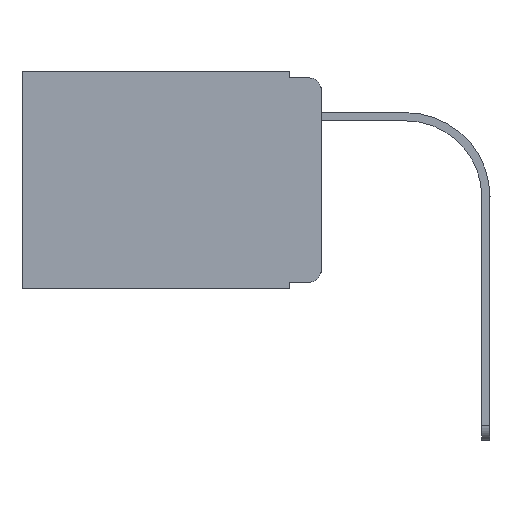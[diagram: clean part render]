
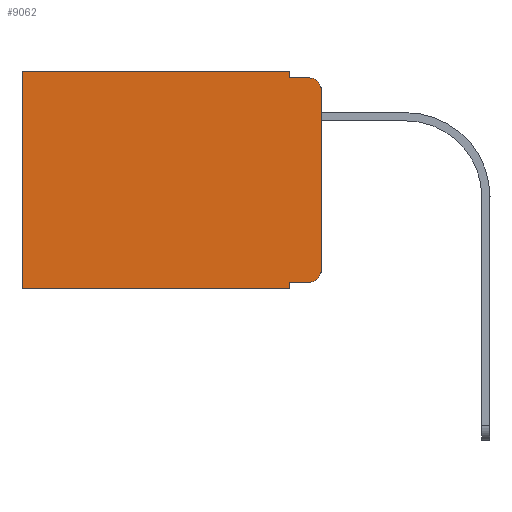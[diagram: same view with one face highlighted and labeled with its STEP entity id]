
A CAD part, left-side view. The second image highlights one B-rep face of the part: STEP entity #9062.
In plain terms, the highlighted planar face has unit normal (-1, 0, 0).
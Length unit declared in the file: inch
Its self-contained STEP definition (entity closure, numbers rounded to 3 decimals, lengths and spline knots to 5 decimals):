
#28 = CIRCLE ( 'NONE', #8291, 0.02 ) ;
#182 = ORIENTED_EDGE ( 'NONE', *, *, #1463, .T. ) ;
#202 = VECTOR ( 'NONE', #5294, 39.37008 ) ;
#386 = EDGE_CURVE ( 'NONE', #6902, #12916, #4080, .T. ) ;
#690 = DIRECTION ( 'NONE',  ( 1., 0., 0. ) ) ;
#755 = ORIENTED_EDGE ( 'NONE', *, *, #9073, .F. ) ;
#911 = LINE ( 'NONE', #9481, #1338 ) ;
#1012 = CARTESIAN_POINT ( 'NONE',  ( 0.298, 0.051, 0. ) ) ;
#1139 = DIRECTION ( 'NONE',  ( 0., 0., -1. ) ) ;
#1237 = CARTESIAN_POINT ( 'NONE',  ( 0.298, 0.02, -0.01 ) ) ;
#1292 = DIRECTION ( 'NONE',  ( 0., 1., 0. ) ) ;
#1338 = VECTOR ( 'NONE', #2741, 39.37008 ) ;
#1377 = LINE ( 'NONE', #9932, #11229 ) ;
#1462 = DIRECTION ( 'NONE',  ( 0., 0., -1. ) ) ;
#1463 = EDGE_CURVE ( 'NONE', #3709, #10261, #28, .T. ) ;
#1569 = ORIENTED_EDGE ( 'NONE', *, *, #386, .T. ) ;
#1766 = ORIENTED_EDGE ( 'NONE', *, *, #2151, .F. ) ;
#1925 = ORIENTED_EDGE ( 'NONE', *, *, #10360, .F. ) ;
#2151 = EDGE_CURVE ( 'NONE', #2985, #10956, #911, .T. ) ;
#2282 = LINE ( 'NONE', #3325, #2700 ) ;
#2664 = DIRECTION ( 'NONE',  ( 0., -1., 0. ) ) ;
#2700 = VECTOR ( 'NONE', #1292, 39.37008 ) ;
#2741 = DIRECTION ( 'NONE',  ( 0., 0., -1. ) ) ;
#2784 = DIRECTION ( 'NONE',  ( 0., 0., -1. ) ) ;
#2985 = VERTEX_POINT ( 'NONE', #5217 ) ;
#3047 = LINE ( 'NONE', #4168, #3388 ) ;
#3097 = ORIENTED_EDGE ( 'NONE', *, *, #4187, .T. ) ;
#3143 = VECTOR ( 'NONE', #2784, 39.37008 ) ;
#3243 = CARTESIAN_POINT ( 'NONE',  ( 0.298, 0.02, -0.313 ) ) ;
#3325 = CARTESIAN_POINT ( 'NONE',  ( 0.298, 0., -0.343 ) ) ;
#3388 = VECTOR ( 'NONE', #8438, 39.37008 ) ;
#3479 = DIRECTION ( 'NONE',  ( 0., 1., 0. ) ) ;
#3709 = VERTEX_POINT ( 'NONE', #7332 ) ;
#3920 = DIRECTION ( 'NONE',  ( 0., 0., -1. ) ) ;
#3932 = ORIENTED_EDGE ( 'NONE', *, *, #8880, .F. ) ;
#4080 = CIRCLE ( 'NONE', #13446, 0.02 ) ;
#4168 = CARTESIAN_POINT ( 'NONE',  ( 0.298, 0., 0. ) ) ;
#4185 = ORIENTED_EDGE ( 'NONE', *, *, #13043, .T. ) ;
#4187 = EDGE_CURVE ( 'NONE', #10577, #8379, #5980, .T. ) ;
#4939 = ORIENTED_EDGE ( 'NONE', *, *, #11562, .T. ) ;
#5217 = CARTESIAN_POINT ( 'NONE',  ( 0.298, 0.051, -0.333 ) ) ;
#5294 = DIRECTION ( 'NONE',  ( 0., 0., -1. ) ) ;
#5415 = EDGE_CURVE ( 'NONE', #3709, #12916, #3047, .T. ) ;
#5633 = EDGE_LOOP ( 'NONE', ( #6884, #182, #3932, #755, #4939, #3097, #1925, #1766, #4185, #1569 ) ) ;
#5980 = LINE ( 'NONE', #6987, #3143 ) ;
#5989 = LINE ( 'NONE', #13293, #12289 ) ;
#6346 = CARTESIAN_POINT ( 'NONE',  ( 0.298, 0., 0. ) ) ;
#6451 = DIRECTION ( 'NONE',  ( -1., 0., 0. ) ) ;
#6884 = ORIENTED_EDGE ( 'NONE', *, *, #5415, .F. ) ;
#6902 = VERTEX_POINT ( 'NONE', #10194 ) ;
#6987 = CARTESIAN_POINT ( 'NONE',  ( 0.298, 0.473, 0. ) ) ;
#7332 = CARTESIAN_POINT ( 'NONE',  ( 0.298, 0., -0.03 ) ) ;
#7406 = PLANE ( 'NONE',  #7568 ) ;
#7568 = AXIS2_PLACEMENT_3D ( 'NONE', #6346, #690, #3920 ) ;
#8291 = AXIS2_PLACEMENT_3D ( 'NONE', #13096, #12949, #1462 ) ;
#8379 = VERTEX_POINT ( 'NONE', #11284 ) ;
#8438 = DIRECTION ( 'NONE',  ( 0., 0., -1. ) ) ;
#8639 = CARTESIAN_POINT ( 'NONE',  ( 0.298, 0., -0.313 ) ) ;
#8880 = EDGE_CURVE ( 'NONE', #13311, #10261, #5989, .T. ) ;
#9062 = ADVANCED_FACE ( 'NONE', ( #11588 ), #7406, .F. ) ;
#9073 = EDGE_CURVE ( 'NONE', #11654, #13311, #13819, .T. ) ;
#9481 = CARTESIAN_POINT ( 'NONE',  ( 0.298, 0.051, 0. ) ) ;
#9932 = CARTESIAN_POINT ( 'NONE',  ( 0.298, 0., 0. ) ) ;
#10048 = CARTESIAN_POINT ( 'NONE',  ( 0.298, 0.051, -0.343 ) ) ;
#10194 = CARTESIAN_POINT ( 'NONE',  ( 0.298, 0.02, -0.333 ) ) ;
#10261 = VERTEX_POINT ( 'NONE', #1237 ) ;
#10360 = EDGE_CURVE ( 'NONE', #10956, #8379, #2282, .T. ) ;
#10577 = VERTEX_POINT ( 'NONE', #13753 ) ;
#10956 = VERTEX_POINT ( 'NONE', #10048 ) ;
#10971 = VECTOR ( 'NONE', #2664, 39.37008 ) ;
#11229 = VECTOR ( 'NONE', #3479, 39.37008 ) ;
#11284 = CARTESIAN_POINT ( 'NONE',  ( 0.298, 0.473, -0.343 ) ) ;
#11562 = EDGE_CURVE ( 'NONE', #11654, #10577, #1377, .T. ) ;
#11588 = FACE_OUTER_BOUND ( 'NONE', #5633, .T. ) ;
#11654 = VERTEX_POINT ( 'NONE', #1012 ) ;
#12092 = DIRECTION ( 'NONE',  ( 0., -1., 0. ) ) ;
#12128 = LINE ( 'NONE', #13172, #10971 ) ;
#12289 = VECTOR ( 'NONE', #12092, 39.37008 ) ;
#12916 = VERTEX_POINT ( 'NONE', #8639 ) ;
#12949 = DIRECTION ( 'NONE',  ( -1., 0., 0. ) ) ;
#13039 = CARTESIAN_POINT ( 'NONE',  ( 0.298, 0.051, -0.01 ) ) ;
#13043 = EDGE_CURVE ( 'NONE', #2985, #6902, #12128, .T. ) ;
#13096 = CARTESIAN_POINT ( 'NONE',  ( 0.298, 0.02, -0.03 ) ) ;
#13124 = CARTESIAN_POINT ( 'NONE',  ( 0.298, 0.051, 0. ) ) ;
#13172 = CARTESIAN_POINT ( 'NONE',  ( 0.298, 0.051, -0.333 ) ) ;
#13293 = CARTESIAN_POINT ( 'NONE',  ( 0.298, 0.051, -0.01 ) ) ;
#13311 = VERTEX_POINT ( 'NONE', #13039 ) ;
#13446 = AXIS2_PLACEMENT_3D ( 'NONE', #3243, #6451, #1139 ) ;
#13753 = CARTESIAN_POINT ( 'NONE',  ( 0.298, 0.473, 0. ) ) ;
#13819 = LINE ( 'NONE', #13124, #202 ) ;
